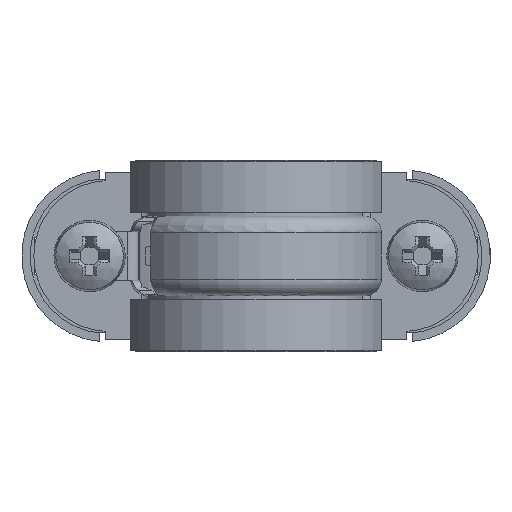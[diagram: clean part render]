
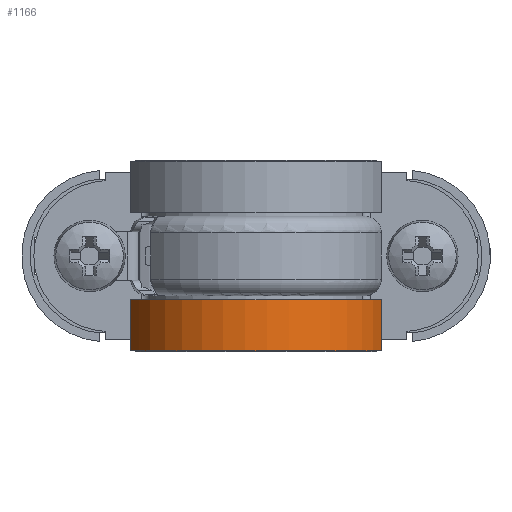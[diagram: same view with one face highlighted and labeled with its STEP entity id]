
A CAD part, front view. The second image highlights one B-rep face of the part: STEP entity #1166.
In plain terms, the highlighted cylindrical face has radius 15.55 mm (diameter 31.1 mm), a partial arc.
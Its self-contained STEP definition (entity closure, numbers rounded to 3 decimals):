
#1108=CARTESIAN_POINT('',(-14.948,-4.286,-5.219));
#1109=VERTEX_POINT('',#1108);
#1116=CARTESIAN_POINT('',(14.948,-4.286,-5.219));
#1117=VERTEX_POINT('',#1116);
#1118=CARTESIAN_POINT('',(0.0,0.0,-5.219));
#1119=DIRECTION('',(0.0,0.0,-1.0));
#1120=DIRECTION('',(0.961,-0.276,0.0));
#1121=AXIS2_PLACEMENT_3D('',#1118,#1119,#1120);
#1122=CIRCLE('',#1121,15.55);
#1123=EDGE_CURVE('',#1117,#1109,#1122,.T.);
#1135=CARTESIAN_POINT('',(0.0,0.0,-8.269));
#1136=DIRECTION('',(0.0,0.0,-1.0));
#1137=DIRECTION('',(0.961,-0.276,0.0));
#1138=AXIS2_PLACEMENT_3D('',#1135,#1136,#1137);
#1139=CYLINDRICAL_SURFACE('',#1138,15.55);
#1140=CARTESIAN_POINT('',(-14.948,-4.286,-11.319));
#1141=VERTEX_POINT('',#1140);
#1142=CARTESIAN_POINT('',(-14.948,-4.286,-5.219));
#1143=DIRECTION('',(0.0,0.0,-1.0));
#1144=VECTOR('',#1143,6.1);
#1145=LINE('',#1142,#1144);
#1146=EDGE_CURVE('',#1109,#1141,#1145,.T.);
#1147=ORIENTED_EDGE('',*,*,#1146,.T.);
#1148=CARTESIAN_POINT('',(14.948,-4.286,-11.319));
#1149=VERTEX_POINT('',#1148);
#1150=CARTESIAN_POINT('',(0.0,0.0,-11.319));
#1151=DIRECTION('',(0.0,0.0,-1.0));
#1152=DIRECTION('',(0.961,-0.276,0.0));
#1153=AXIS2_PLACEMENT_3D('',#1150,#1151,#1152);
#1154=CIRCLE('',#1153,15.55);
#1155=EDGE_CURVE('',#1149,#1141,#1154,.T.);
#1156=ORIENTED_EDGE('',*,*,#1155,.F.);
#1157=CARTESIAN_POINT('',(14.948,-4.286,-11.319));
#1158=DIRECTION('',(0.0,0.0,1.0));
#1159=VECTOR('',#1158,6.1);
#1160=LINE('',#1157,#1159);
#1161=EDGE_CURVE('',#1149,#1117,#1160,.T.);
#1162=ORIENTED_EDGE('',*,*,#1161,.T.);
#1163=ORIENTED_EDGE('',*,*,#1123,.T.);
#1164=EDGE_LOOP('',(#1147,#1156,#1162,#1163));
#1165=FACE_OUTER_BOUND('',#1164,.T.);
#1166=ADVANCED_FACE('',(#1165),#1139,.T.);
